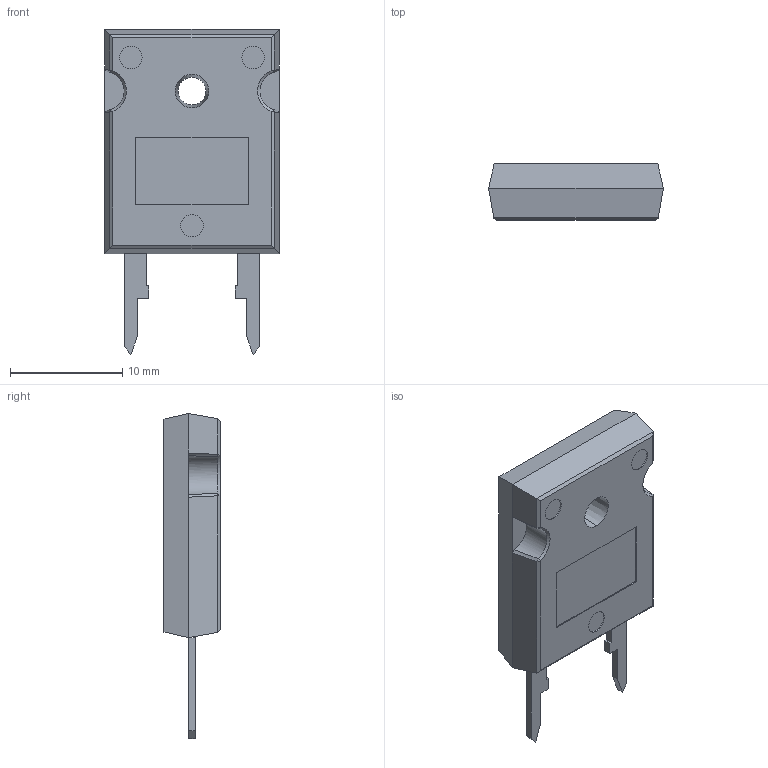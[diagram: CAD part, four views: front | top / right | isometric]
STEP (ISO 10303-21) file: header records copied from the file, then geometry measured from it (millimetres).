
FILE_DESCRIPTION (( 'STEP AP214' ), '1' );
FILE_NAME ('DO-247_L15.6-W5.0-P10.90-H5.step', '2022-07-04T10:25:21', ( '' ), ( '' ), 'SwSTEP 2.0', 'SolidWorks 2020', '' );
FILE_SCHEMA (( 'AUTOMOTIVE_DESIGN' ));
Length unit declared in the file: millimetre
Products named in the file (1): DO-247_L15.6-W5.0-P10.90-H5
Bounding box: 15.6 x 5 x 29 mm (x, y, z)
Volume: 1411.1 mm3; surface area: 1035.3 mm2
Topology: 3 solids, 3 shells, 328 faces, 867 edges, 570 vertices
Faces by surface type: plane 210, bspline 102, cylinder 12, cone 4
Entity records: 14277 total; most frequent: CARTESIAN_POINT 3196, ORIENTED_EDGE 1734, DIRECTION 1131, EDGE_CURVE 867, VECTOR 617, LINE 617, VERTEX_POINT 570, EDGE_LOOP 355
